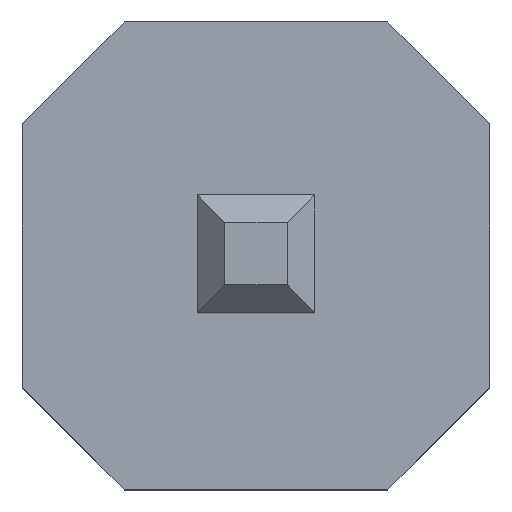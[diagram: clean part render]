
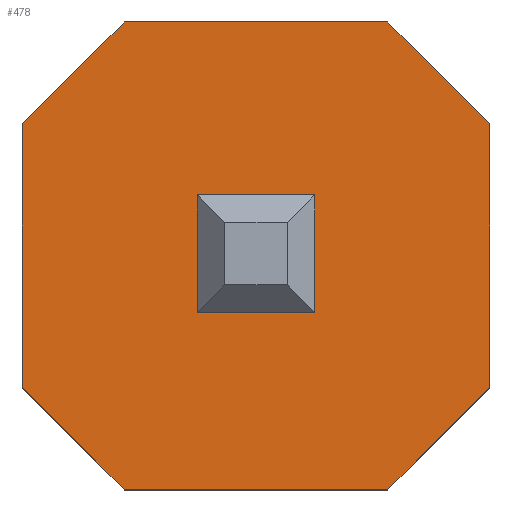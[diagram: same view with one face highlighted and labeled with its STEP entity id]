
A CAD part, top view. The second image highlights one B-rep face of the part: STEP entity #478.
In plain terms, the highlighted planar face has unit normal (0, 0, 1).
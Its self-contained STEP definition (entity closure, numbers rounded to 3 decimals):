
#34=FACE_OUTER_BOUND('',#62,.T.);
#62=EDGE_LOOP('',(#373,#374,#375,#376,#377,#378,#379,#380));
#82=LINE('',#680,#146);
#86=LINE('',#689,#150);
#93=LINE('',#702,#157);
#102=LINE('',#719,#166);
#108=LINE('',#730,#172);
#109=LINE('',#732,#173);
#111=LINE('',#736,#175);
#112=LINE('',#738,#176);
#146=VECTOR('',#551,10.);
#150=VECTOR('',#557,10.);
#157=VECTOR('',#566,10.);
#166=VECTOR('',#583,10.);
#172=VECTOR('',#593,10.);
#173=VECTOR('',#596,10.);
#175=VECTOR('',#600,10.);
#176=VECTOR('',#603,10.);
#210=VERTEX_POINT('',#677);
#211=VERTEX_POINT('',#679);
#214=VERTEX_POINT('',#686);
#215=VERTEX_POINT('',#688);
#220=VERTEX_POINT('',#700);
#224=VERTEX_POINT('',#718);
#227=VERTEX_POINT('',#728);
#228=VERTEX_POINT('',#734);
#250=EDGE_CURVE('',#210,#211,#82,.T.);
#254=EDGE_CURVE('',#214,#215,#86,.T.);
#261=EDGE_CURVE('',#210,#220,#93,.T.);
#270=EDGE_CURVE('',#214,#224,#102,.T.);
#276=EDGE_CURVE('',#227,#220,#108,.T.);
#277=EDGE_CURVE('',#227,#215,#109,.T.);
#279=EDGE_CURVE('',#228,#224,#111,.T.);
#280=EDGE_CURVE('',#228,#211,#112,.T.);
#373=ORIENTED_EDGE('',*,*,#276,.F.);
#374=ORIENTED_EDGE('',*,*,#277,.T.);
#375=ORIENTED_EDGE('',*,*,#254,.F.);
#376=ORIENTED_EDGE('',*,*,#270,.T.);
#377=ORIENTED_EDGE('',*,*,#279,.F.);
#378=ORIENTED_EDGE('',*,*,#280,.T.);
#379=ORIENTED_EDGE('',*,*,#250,.F.);
#380=ORIENTED_EDGE('',*,*,#261,.T.);
#450=PLANE('',#522);
#478=ADVANCED_FACE('',(#34),#450,.T.);
#522=AXIS2_PLACEMENT_3D('',#739,#604,#605);
#551=DIRECTION('',(-0.707,-0.707,0.));
#557=DIRECTION('',(0.707,0.707,0.));
#566=DIRECTION('',(0.,1.,0.));
#583=DIRECTION('',(0.,-1.,0.));
#593=DIRECTION('',(0.707,-0.707,0.));
#596=DIRECTION('',(-1.,0.,0.));
#600=DIRECTION('',(-0.707,0.707,0.));
#603=DIRECTION('',(1.,0.,0.));
#604=DIRECTION('center_axis',(0.,0.,1.));
#605=DIRECTION('ref_axis',(1.,0.,0.));
#677=CARTESIAN_POINT('',(1.27,-0.717,2.59));
#679=CARTESIAN_POINT('',(0.717,-1.27,2.59));
#680=CARTESIAN_POINT('',(0.994,-0.994,2.59));
#686=CARTESIAN_POINT('',(-1.27,0.717,2.59));
#688=CARTESIAN_POINT('',(-0.717,1.27,2.59));
#689=CARTESIAN_POINT('',(-0.994,0.994,2.59));
#700=CARTESIAN_POINT('',(1.27,0.717,2.59));
#702=CARTESIAN_POINT('',(1.27,-1.27,2.59));
#718=CARTESIAN_POINT('',(-1.27,-0.717,2.59));
#719=CARTESIAN_POINT('',(-1.27,1.27,2.59));
#728=CARTESIAN_POINT('',(0.717,1.27,2.59));
#730=CARTESIAN_POINT('',(0.994,0.994,2.59));
#732=CARTESIAN_POINT('',(1.27,1.27,2.59));
#734=CARTESIAN_POINT('',(-0.717,-1.27,2.59));
#736=CARTESIAN_POINT('',(-0.994,-0.994,2.59));
#738=CARTESIAN_POINT('',(-1.27,-1.27,2.59));
#739=CARTESIAN_POINT('Origin',(0.,0.,
2.59));
